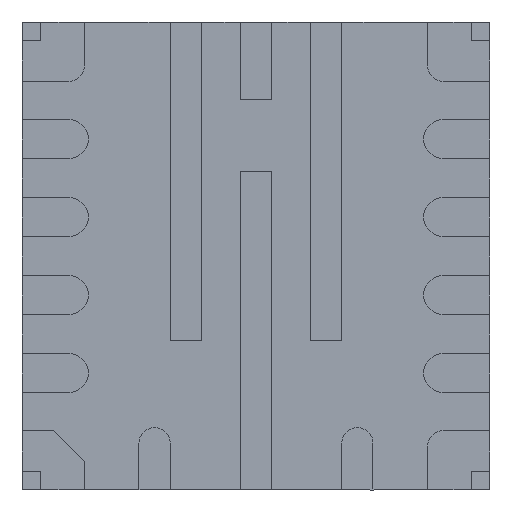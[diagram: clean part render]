
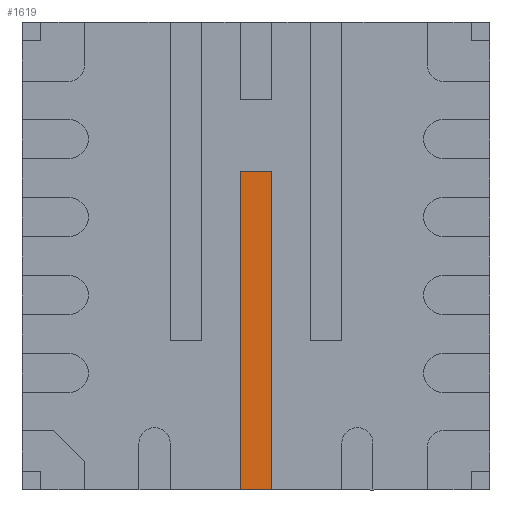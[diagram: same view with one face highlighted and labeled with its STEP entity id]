
A CAD part, front view. The second image highlights one B-rep face of the part: STEP entity #1619.
In plain terms, the highlighted planar face has unit normal (0, -1, 0).
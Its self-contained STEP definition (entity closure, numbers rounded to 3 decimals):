
#117 = VECTOR ( 'NONE', #338, 1000. ) ;
#338 = DIRECTION ( 'NONE',  ( 0., 0., -1. ) ) ;
#361 = CARTESIAN_POINT ( 'NONE',  ( -0.1, 0., -1.5 ) ) ;
#837 = DIRECTION ( 'NONE',  ( 1., 0., 0. ) ) ;
#1005 = LINE ( 'NONE', #5445, #117 ) ;
#1210 = VECTOR ( 'NONE', #837, 1000. ) ;
#1220 = EDGE_CURVE ( 'NONE', #4664, #5901, #2294, .T. ) ;
#1619 = ADVANCED_FACE ( 'NONE', ( #4455 ), #2383, .F. ) ;
#2027 = CARTESIAN_POINT ( 'NONE',  ( 0.1, 0., -1.5 ) ) ;
#2294 = LINE ( 'NONE', #2323, #3427 ) ;
#2323 = CARTESIAN_POINT ( 'NONE',  ( -0.1, 0., -1.5 ) ) ;
#2383 = PLANE ( 'NONE',  #5747 ) ;
#2424 = CARTESIAN_POINT ( 'NONE',  ( -0.1, 0., 0.54 ) ) ;
#2471 = VECTOR ( 'NONE', #6470, 1000. ) ;
#2918 = VERTEX_POINT ( 'NONE', #2424 ) ;
#2982 = CARTESIAN_POINT ( 'NONE',  ( -0.1, 0., -1.5 ) ) ;
#3185 = CARTESIAN_POINT ( 'NONE',  ( -0.1, 0., 0.54 ) ) ;
#3188 = VERTEX_POINT ( 'NONE', #4765 ) ;
#3335 = LINE ( 'NONE', #3185, #1210 ) ;
#3427 = VECTOR ( 'NONE', #4237, 1000. ) ;
#3621 = EDGE_CURVE ( 'NONE', #2918, #3188, #3335, .T. ) ;
#3905 = DIRECTION ( 'NONE',  ( 0., 0., 1. ) ) ;
#3918 = ORIENTED_EDGE ( 'NONE', *, *, #5899, .F. ) ;
#3962 = EDGE_CURVE ( 'NONE', #5901, #2918, #4009, .T. ) ;
#4009 = LINE ( 'NONE', #361, #2471 ) ;
#4237 = DIRECTION ( 'NONE',  ( -1., 0., 0. ) ) ;
#4415 = ORIENTED_EDGE ( 'NONE', *, *, #1220, .F. ) ;
#4455 = FACE_OUTER_BOUND ( 'NONE', #5058, .T. ) ;
#4664 = VERTEX_POINT ( 'NONE', #2027 ) ;
#4765 = CARTESIAN_POINT ( 'NONE',  ( 0.1, 0., 0.54 ) ) ;
#4822 = ORIENTED_EDGE ( 'NONE', *, *, #3962, .F. ) ;
#5058 = EDGE_LOOP ( 'NONE', ( #4822, #4415, #3918, #5629 ) ) ;
#5445 = CARTESIAN_POINT ( 'NONE',  ( 0.1, 0., -1.5 ) ) ;
#5629 = ORIENTED_EDGE ( 'NONE', *, *, #3621, .F. ) ;
#5747 = AXIS2_PLACEMENT_3D ( 'NONE', #6431, #6395, #3905 ) ;
#5899 = EDGE_CURVE ( 'NONE', #3188, #4664, #1005, .T. ) ;
#5901 = VERTEX_POINT ( 'NONE', #2982 ) ;
#6395 = DIRECTION ( 'NONE',  ( 0., 1., 0. ) ) ;
#6431 = CARTESIAN_POINT ( 'NONE',  ( 0., 0., 0. ) ) ;
#6470 = DIRECTION ( 'NONE',  ( 0., 0., 1. ) ) ;
